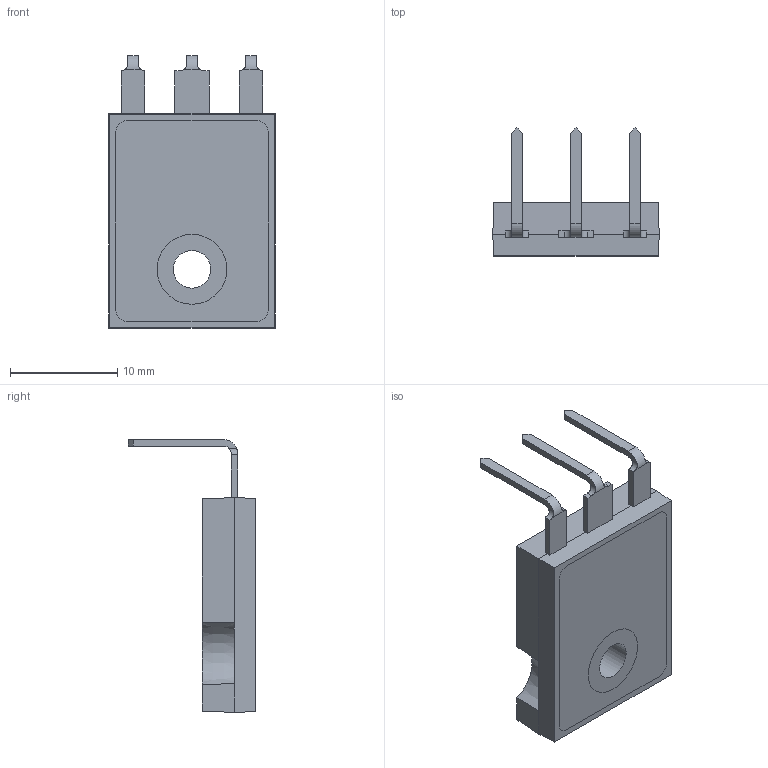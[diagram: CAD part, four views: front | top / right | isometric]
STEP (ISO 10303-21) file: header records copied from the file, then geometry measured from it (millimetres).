
FILE_DESCRIPTION(/* description */ (''),/* implementation_level */ '2;1');
FILE_NAME(/* name */ 'TO-247H.stp',/* time_stamp */ '2017-12-05T23:18:42+01:00',/* author */ (''),/* organization */ (''),/* preprocessor_version */ 'ST-DEVELOPER v16',/* originating_system */ 'SIEMENS PLM Software NX 11.0',/* authorisation */ '');
FILE_SCHEMA (('AUTOMOTIVE_DESIGN { 1 0 10303 214 3 1 1 1 }'));
Length unit declared in the file: millimetre
Products named in the file (6): Body_5_sldprt; Body_4_sldprt; Body_3_sldprt; Body_2_sldprt; Body_sldprt; TO-247H_sldprt
Assembly tree (5 placements, depth 2):
  TO-247H_sldprt
    Body_sldprt
    Body_2_sldprt
    Body_3_sldprt
    Body_4_sldprt
    Body_5_sldprt
Bounding box: 15.5 x 11.9 x 25.4 mm (x, y, z)
Volume: 1454.8 mm3; surface area: 1976.7 mm2
Topology: 5 solids, 5 shells, 91 faces, 236 edges, 154 vertices
Faces by surface type: plane 66, cylinder 23, cone 2
Full cylindrical faces by diameter (mm): 3.5 x1, 6.5 x2
Entity records: 3025 total; most frequent: CARTESIAN_POINT 636, DIRECTION 463, ORIENTED_EDGE 462, EDGE_CURVE 231, LINE 161, VECTOR 161, VERTEX_POINT 152, AXIS2_PLACEMENT_3D 151
